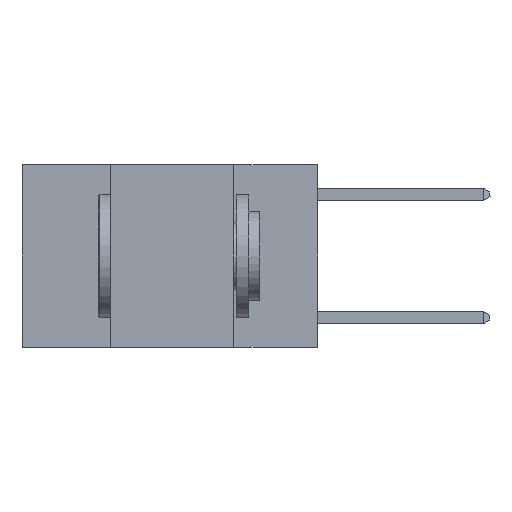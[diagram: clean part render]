
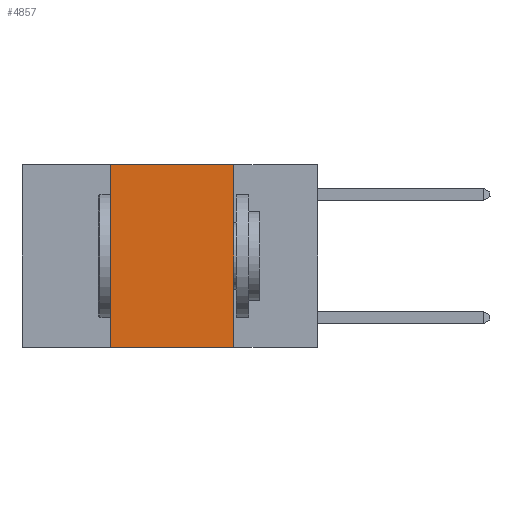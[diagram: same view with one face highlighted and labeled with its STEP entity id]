
A CAD part, left-side view. The second image highlights one B-rep face of the part: STEP entity #4857.
In plain terms, the highlighted planar face has unit normal (-1, 0, 0).
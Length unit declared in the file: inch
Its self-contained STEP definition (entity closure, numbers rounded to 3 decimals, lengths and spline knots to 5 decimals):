
#512 = VERTEX_POINT ( 'NONE', #8887 ) ;
#532 = VERTEX_POINT ( 'NONE', #7700 ) ;
#840 = DIRECTION ( 'NONE',  ( 0., 0., 1. ) ) ;
#2417 = ORIENTED_EDGE ( 'NONE', *, *, #13773, .F. ) ;
#2464 = LINE ( 'NONE', #14514, #13867 ) ;
#2988 = VERTEX_POINT ( 'NONE', #8827 ) ;
#4169 = PLANE ( 'NONE',  #8214 ) ;
#4192 = VECTOR ( 'NONE', #8569, 39.37008 ) ;
#4353 = CARTESIAN_POINT ( 'NONE',  ( 0., 0.17, 0. ) ) ;
#4857 = ADVANCED_FACE ( 'NONE', ( #8073 ), #4169, .F. ) ;
#5296 = DIRECTION ( 'NONE',  ( 0., 0., -1. ) ) ;
#6060 = LINE ( 'NONE', #4353, #12116 ) ;
#6696 = CARTESIAN_POINT ( 'NONE',  ( 0., 0.17, 0. ) ) ;
#6763 = EDGE_CURVE ( 'NONE', #512, #10367, #11955, .T. ) ;
#6996 = EDGE_CURVE ( 'NONE', #10367, #2988, #6060, .T. ) ;
#7432 = CARTESIAN_POINT ( 'NONE',  ( 0., 0.6, -0.37 ) ) ;
#7536 = LINE ( 'NONE', #7432, #4192 ) ;
#7700 = CARTESIAN_POINT ( 'NONE',  ( 0., 0.42, -0.37 ) ) ;
#8073 = FACE_OUTER_BOUND ( 'NONE', #14028, .T. ) ;
#8077 = ORIENTED_EDGE ( 'NONE', *, *, #6763, .F. ) ;
#8214 = AXIS2_PLACEMENT_3D ( 'NONE', #14356, #12103, #5296 ) ;
#8445 = ORIENTED_EDGE ( 'NONE', *, *, #10829, .T. ) ;
#8569 = DIRECTION ( 'NONE',  ( 0., -1., 0. ) ) ;
#8827 = CARTESIAN_POINT ( 'NONE',  ( 0., 0.17, -0.37 ) ) ;
#8887 = CARTESIAN_POINT ( 'NONE',  ( 0., 0.42, 0. ) ) ;
#8902 = VECTOR ( 'NONE', #9659, 39.37008 ) ;
#9659 = DIRECTION ( 'NONE',  ( 0., -1., 0. ) ) ;
#10367 = VERTEX_POINT ( 'NONE', #6696 ) ;
#10829 = EDGE_CURVE ( 'NONE', #532, #2988, #7536, .T. ) ;
#11955 = LINE ( 'NONE', #13042, #8902 ) ;
#12103 = DIRECTION ( 'NONE',  ( 1., 0., 0. ) ) ;
#12116 = VECTOR ( 'NONE', #13445, 39.37008 ) ;
#13042 = CARTESIAN_POINT ( 'NONE',  ( 0., 0.6, 0. ) ) ;
#13445 = DIRECTION ( 'NONE',  ( 0., 0., -1. ) ) ;
#13773 = EDGE_CURVE ( 'NONE', #532, #512, #2464, .T. ) ;
#13822 = ORIENTED_EDGE ( 'NONE', *, *, #6996, .F. ) ;
#13867 = VECTOR ( 'NONE', #840, 39.37008 ) ;
#14028 = EDGE_LOOP ( 'NONE', ( #13822, #8077, #2417, #8445 ) ) ;
#14356 = CARTESIAN_POINT ( 'NONE',  ( 0., 0.6, 0. ) ) ;
#14514 = CARTESIAN_POINT ( 'NONE',  ( 0., 0.42, 0. ) ) ;
